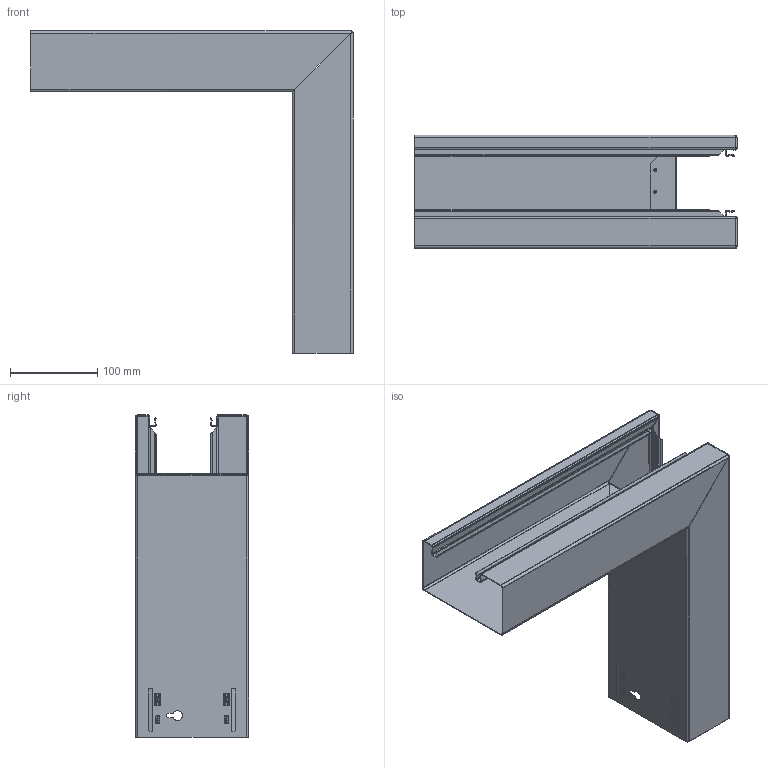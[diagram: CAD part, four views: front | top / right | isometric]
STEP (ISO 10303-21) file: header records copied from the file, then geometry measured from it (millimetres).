
FILE_DESCRIPTION (( 'STEP AP214' ), '1' );
FILE_NAME ('6277410.stp', '2016-05-26T14:18:35', ( '' ), ( '' ), 'SwSTEP 2.0', 'SolidWorks 2014', '' );
FILE_SCHEMA (( 'AUTOMOTIVE_DESIGN' ));
Length unit declared in the file: millimetre
Products named in the file (1): 6277410
Bounding box: 369.52 x 130 x 369.52 mm (x, y, z)
Volume: 247069.5 mm3; surface area: 497446.5 mm2
Topology: 1 solids, 1 shells, 441 faces, 1016 edges, 604 vertices
Faces by surface type: plane 259, bspline 86, cylinder 74, cone 22
Entity records: 17766 total; most frequent: CARTESIAN_POINT 8584, ORIENTED_EDGE 2032, DIRECTION 1574, EDGE_CURVE 1016, VERTEX_POINT 604, VECTOR 562, LINE 562, AXIS2_PLACEMENT_3D 506
